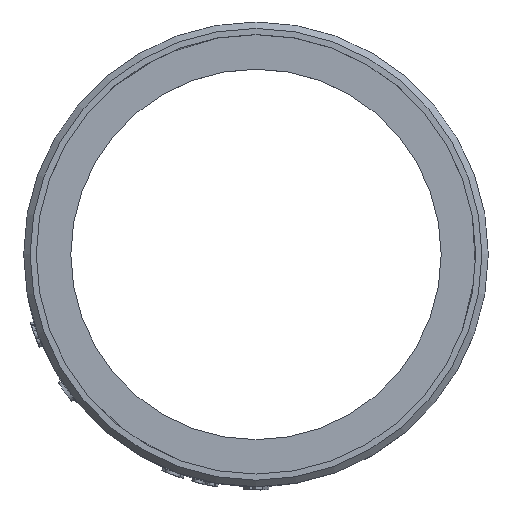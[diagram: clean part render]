
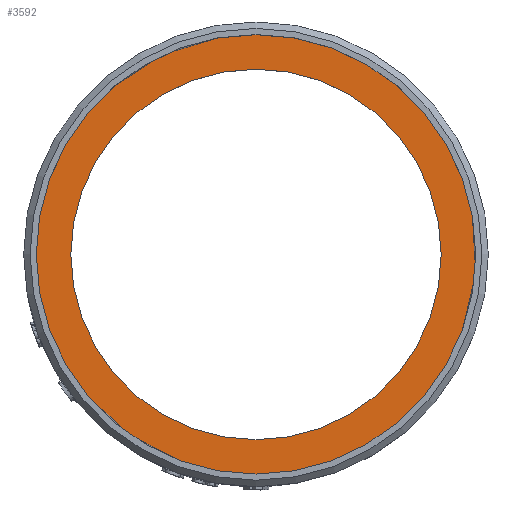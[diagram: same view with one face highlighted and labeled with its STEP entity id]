
A CAD part, top view. The second image highlights one B-rep face of the part: STEP entity #3592.
In plain terms, the highlighted planar face has unit normal (0, 0, 1).
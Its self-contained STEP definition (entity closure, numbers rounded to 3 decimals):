
#1600=CARTESIAN_POINT('',(-28.7,-0.001,13.));
#1601=VERTEX_POINT('',#1600);
#1610=CARTESIAN_POINT('',(0.,-0.001,13.));
#1611=DIRECTION('',(-0.,-0.,1.));
#1612=DIRECTION('',(-1.,0.,0.));
#1613=AXIS2_PLACEMENT_3D('',#1610,#1611,#1612);
#1614=CIRCLE('',#1613,28.7);
#1615=EDGE_CURVE('',#1601,#1601,#1614,.T.);
#3086=CARTESIAN_POINT('',(-34.05,-0.001,13.));
#3087=VERTEX_POINT('',#3086);
#3102=CARTESIAN_POINT('',(0.,-0.001,13.));
#3103=DIRECTION('',(0.,0.,-1.));
#3104=DIRECTION('',(-1.,0.,0.));
#3105=AXIS2_PLACEMENT_3D('',#3102,#3103,#3104);
#3106=CIRCLE('',#3105,34.05);
#3107=EDGE_CURVE('',#3087,#3087,#3106,.T.);
#3581=CARTESIAN_POINT('',(0.,-100.,13.));
#3582=DIRECTION('',(0.,0.,1.));
#3583=DIRECTION('',(-1.,0.,0.));
#3584=AXIS2_PLACEMENT_3D('',#3581,#3582,#3583);
#3585=PLANE('',#3584);
#3586=ORIENTED_EDGE('',*,*,#1615,.F.);
#3587=EDGE_LOOP('',(#3586));
#3588=FACE_BOUND('',#3587,.T.);
#3589=ORIENTED_EDGE('',*,*,#3107,.F.);
#3590=EDGE_LOOP('',(#3589));
#3591=FACE_BOUND('',#3590,.T.);
#3592=ADVANCED_FACE('',(#3588,#3591),#3585,.T.);
